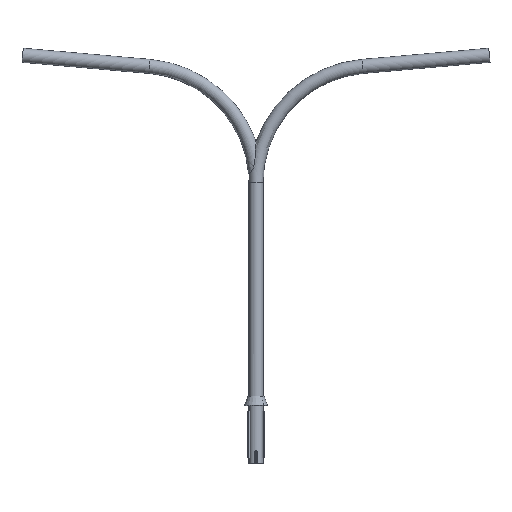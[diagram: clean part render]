
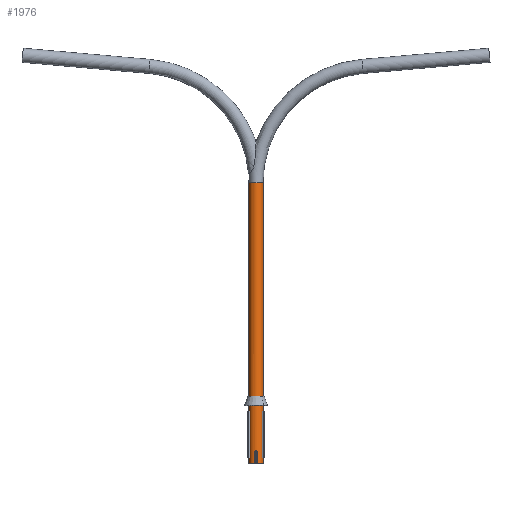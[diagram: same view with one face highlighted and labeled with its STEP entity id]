
A CAD part, front view. The second image highlights one B-rep face of the part: STEP entity #1976.
In plain terms, the highlighted cylindrical face has radius 30.15 mm (diameter 60.3 mm), a partial arc.
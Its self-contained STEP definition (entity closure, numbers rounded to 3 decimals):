
#31 = CIRCLE ( 'NONE', #1128, 30.15 ) ;
#42 = VERTEX_POINT ( 'NONE', #3713 ) ;
#61 = CARTESIAN_POINT ( 'NONE',  ( -30.15, 954.346, 0. ) ) ;
#149 = CARTESIAN_POINT ( 'NONE',  ( 6.022, 0., 29.542 ) ) ;
#153 = VERTEX_POINT ( 'NONE', #2331 ) ;
#181 = CARTESIAN_POINT ( 'NONE',  ( 4.539, -196.018, 29.807 ) ) ;
#203 = CARTESIAN_POINT ( 'NONE',  ( 5.821, -198.438, 29.583 ) ) ;
#222 = CARTESIAN_POINT ( 'NONE',  ( 3.689, -195.198, 29.925 ) ) ;
#245 = CARTESIAN_POINT ( 'NONE',  ( -1.56, -194.133, 30.112 ) ) ;
#476 = VERTEX_POINT ( 'NONE', #3380 ) ;
#505 = EDGE_CURVE ( 'NONE', #2047, #153, #2393, .T. ) ;
#537 = CARTESIAN_POINT ( 'NONE',  ( 1.003, -194.021, 30.134 ) ) ;
#559 = CARTESIAN_POINT ( 'NONE',  ( -5.827, -198.423, 29.582 ) ) ;
#562 = EDGE_CURVE ( 'NONE', #3971, #42, #31, .T. ) ;
#579 = CARTESIAN_POINT ( 'NONE',  ( 4.406, -195.87, 29.827 ) ) ;
#601 = CARTESIAN_POINT ( 'NONE',  ( 0.805, -193.99, 30.14 ) ) ;
#617 = DIRECTION ( 'NONE',  ( -1., 0., 0. ) ) ;
#725 = CARTESIAN_POINT ( 'NONE',  ( -30.15, 0., 0. ) ) ;
#774 = DIRECTION ( 'NONE',  ( 1., 0., 0. ) ) ;
#834 = EDGE_CURVE ( 'NONE', #3283, #42, #3230, .T. ) ;
#875 = CARTESIAN_POINT ( 'NONE',  ( -5.222, -196.963, 29.695 ) ) ;
#923 = CARTESIAN_POINT ( 'NONE',  ( 5.869, -198.629, 29.573 ) ) ;
#943 = CARTESIAN_POINT ( 'NONE',  ( -5.982, -199.199, 29.551 ) ) ;
#964 = CARTESIAN_POINT ( 'NONE',  ( 6.022, -200., 29.542 ) ) ;
#984 = DIRECTION ( 'NONE',  ( 0., 1., 0. ) ) ;
#1081 = DIRECTION ( 'NONE',  ( 0., -1., 0. ) ) ;
#1117 = VECTOR ( 'NONE', #4134, 1000. ) ;
#1128 = AXIS2_PLACEMENT_3D ( 'NONE', #3581, #3487, #774 ) ;
#1131 = ORIENTED_EDGE ( 'NONE', *, *, #505, .T. ) ;
#1225 = CARTESIAN_POINT ( 'NONE',  ( 1.96, -194.257, 30.088 ) ) ;
#1243 = EDGE_LOOP ( 'NONE', ( #1368, #1424, #3012, #4066, #2943, #1131, #2458, #4349 ) ) ;
#1311 = CARTESIAN_POINT ( 'NONE',  ( -2.667, -194.554, 30.034 ) ) ;
#1337 = AXIS2_PLACEMENT_3D ( 'NONE', #4155, #3087, #3463 ) ;
#1368 = ORIENTED_EDGE ( 'NONE', *, *, #562, .F. ) ;
#1369 = EDGE_CURVE ( 'NONE', #2047, #476, #3189, .T. ) ;
#1424 = ORIENTED_EDGE ( 'NONE', *, *, #2873, .T. ) ;
#1544 = DIRECTION ( 'NONE',  ( 0., -1., 0. ) ) ;
#1572 = VECTOR ( 'NONE', #2798, 1000. ) ;
#1574 = EDGE_CURVE ( 'NONE', #2539, #2250, #3265, .T. ) ;
#1575 = CARTESIAN_POINT ( 'NONE',  ( 3.99, -195.449, 29.886 ) ) ;
#1592 = CARTESIAN_POINT ( 'NONE',  ( 5.983, -199.207, 29.55 ) ) ;
#1677 = CARTESIAN_POINT ( 'NONE',  ( 30.15, 0., 0. ) ) ;
#1690 = CARTESIAN_POINT ( 'NONE',  ( 6.022, -200., 29.542 ) ) ;
#1823 = CARTESIAN_POINT ( 'NONE',  ( 30.15, -250., 0. ) ) ;
#1831 = B_SPLINE_CURVE_WITH_KNOTS ( 'NONE', 3,
 ( #2906, #4281, #943, #559, #3258, #4302, #875, #4368, #4387, #2632, #3955, #4019, #1311, #3653, #245, #4040, #2606, #2295, #3611, #601, #537, #2668, #1225, #4000, #4322, #222, #1575, #579, #181, #1929, #2929, #1969, #3698, #2588, #3280, #203, #923, #1592, #2253, #964 ),
 .UNSPECIFIED., .F., .F.,
 ( 4, 2, 2, 2, 2, 2, 2, 2, 2, 2, 2, 2, 2, 2, 2, 2, 2, 2, 2, 4 ),
 ( 0., 0.001, 0.002, 0.004, 0.005, 0.006, 0.007, 0.008, 0.01, 0.01, 0.011, 0.012, 0.013, 0.014, 0.015, 0.016, 0.017, 0.017, 0.018, 0.019 ),
 .UNSPECIFIED. ) ;
#1929 = CARTESIAN_POINT ( 'NONE',  ( 4.788, -196.325, 29.768 ) ) ;
#1969 = CARTESIAN_POINT ( 'NONE',  ( 5.229, -196.974, 29.694 ) ) ;
#1976 = ADVANCED_FACE ( 'NONE', ( #2663 ), #2328, .T. ) ;
#2047 = VERTEX_POINT ( 'NONE', #4013 ) ;
#2068 = CARTESIAN_POINT ( 'NONE',  ( -6.022, 0., 29.542 ) ) ;
#2250 = VERTEX_POINT ( 'NONE', #4286 ) ;
#2253 = CARTESIAN_POINT ( 'NONE',  ( 6.022, -199.6, 29.542 ) ) ;
#2295 = CARTESIAN_POINT ( 'NONE',  ( 0.211, -193.939, 30.15 ) ) ;
#2328 = CYLINDRICAL_SURFACE ( 'NONE', #3266, 30.15 ) ;
#2331 = CARTESIAN_POINT ( 'NONE',  ( -6.022, -200., 29.542 ) ) ;
#2393 = LINE ( 'NONE', #2068, #3335 ) ;
#2395 = DIRECTION ( 'NONE',  ( 1., 0., 0. ) ) ;
#2401 = AXIS2_PLACEMENT_3D ( 'NONE', #2826, #1081, #2395 ) ;
#2458 = ORIENTED_EDGE ( 'NONE', *, *, #2649, .T. ) ;
#2539 = VERTEX_POINT ( 'NONE', #61 ) ;
#2588 = CARTESIAN_POINT ( 'NONE',  ( 5.64, -197.871, 29.618 ) ) ;
#2606 = CARTESIAN_POINT ( 'NONE',  ( -0.382, -193.938, 30.15 ) ) ;
#2632 = CARTESIAN_POINT ( 'NONE',  ( -3.977, -195.438, 29.888 ) ) ;
#2649 = EDGE_CURVE ( 'NONE', #153, #3283, #1831, .T. ) ;
#2663 = FACE_OUTER_BOUND ( 'NONE', #1243, .T. ) ;
#2668 = CARTESIAN_POINT ( 'NONE',  ( 1.584, -194.14, 30.111 ) ) ;
#2692 = LINE ( 'NONE', #1677, #1117 ) ;
#2727 = LINE ( 'NONE', #725, #1572 ) ;
#2798 = DIRECTION ( 'NONE',  ( 0., 1., 0. ) ) ;
#2826 = CARTESIAN_POINT ( 'NONE',  ( 0., -250., 0. ) ) ;
#2873 = EDGE_CURVE ( 'NONE', #3971, #2250, #2692, .T. ) ;
#2906 = CARTESIAN_POINT ( 'NONE',  ( -6.022, -200., 29.542 ) ) ;
#2929 = CARTESIAN_POINT ( 'NONE',  ( 4.904, -196.484, 29.749 ) ) ;
#2943 = ORIENTED_EDGE ( 'NONE', *, *, #1369, .F. ) ;
#3012 = ORIENTED_EDGE ( 'NONE', *, *, #1574, .F. ) ;
#3087 = DIRECTION ( 'NONE',  ( 0., 1., 0. ) ) ;
#3189 = CIRCLE ( 'NONE', #2401, 30.15 ) ;
#3230 = LINE ( 'NONE', #149, #3693 ) ;
#3258 = CARTESIAN_POINT ( 'NONE',  ( -5.713, -198.047, 29.604 ) ) ;
#3265 = CIRCLE ( 'NONE', #1337, 30.15 ) ;
#3266 = AXIS2_PLACEMENT_3D ( 'NONE', #3312, #984, #617 ) ;
#3280 = CARTESIAN_POINT ( 'NONE',  ( 5.707, -198.059, 29.605 ) ) ;
#3283 = VERTEX_POINT ( 'NONE', #1690 ) ;
#3312 = CARTESIAN_POINT ( 'NONE',  ( 0., 0., 0. ) ) ;
#3335 = VECTOR ( 'NONE', #3731, 1000. ) ;
#3380 = CARTESIAN_POINT ( 'NONE',  ( -30.15, -250., 0. ) ) ;
#3463 = DIRECTION ( 'NONE',  ( -1., 0., 0. ) ) ;
#3487 = DIRECTION ( 'NONE',  ( 0., -1., 0. ) ) ;
#3550 = EDGE_CURVE ( 'NONE', #476, #2539, #2727, .T. ) ;
#3581 = CARTESIAN_POINT ( 'NONE',  ( 0., -250., 0. ) ) ;
#3611 = CARTESIAN_POINT ( 'NONE',  ( 0.408, -193.95, 30.148 ) ) ;
#3653 = CARTESIAN_POINT ( 'NONE',  ( -1.938, -194.249, 30.09 ) ) ;
#3693 = VECTOR ( 'NONE', #1544, 1000. ) ;
#3698 = CARTESIAN_POINT ( 'NONE',  ( 5.413, -197.32, 29.66 ) ) ;
#3713 = CARTESIAN_POINT ( 'NONE',  ( 6.022, -250., 29.542 ) ) ;
#3731 = DIRECTION ( 'NONE',  ( 0., 1., 0. ) ) ;
#3955 = CARTESIAN_POINT ( 'NONE',  ( -3.673, -195.186, 29.927 ) ) ;
#3971 = VERTEX_POINT ( 'NONE', #1823 ) ;
#4000 = CARTESIAN_POINT ( 'NONE',  ( 2.687, -194.564, 30.032 ) ) ;
#4013 = CARTESIAN_POINT ( 'NONE',  ( -6.022, -250., 29.542 ) ) ;
#4019 = CARTESIAN_POINT ( 'NONE',  ( -3.02, -194.745, 30. ) ) ;
#4040 = CARTESIAN_POINT ( 'NONE',  ( -0.777, -193.976, 30.143 ) ) ;
#4066 = ORIENTED_EDGE ( 'NONE', *, *, #3550, .F. ) ;
#4134 = DIRECTION ( 'NONE',  ( 0., 1., 0. ) ) ;
#4155 = CARTESIAN_POINT ( 'NONE',  ( 0., 954.346, 0. ) ) ;
#4281 = CARTESIAN_POINT ( 'NONE',  ( -6.022, -199.6, 29.542 ) ) ;
#4286 = CARTESIAN_POINT ( 'NONE',  ( 30.15, 954.346, 0. ) ) ;
#4302 = CARTESIAN_POINT ( 'NONE',  ( -5.411, -197.317, 29.661 ) ) ;
#4322 = CARTESIAN_POINT ( 'NONE',  ( 3.039, -194.757, 29.998 ) ) ;
#4349 = ORIENTED_EDGE ( 'NONE', *, *, #834, .T. ) ;
#4368 = CARTESIAN_POINT ( 'NONE',  ( -4.786, -196.307, 29.768 ) ) ;
#4387 = CARTESIAN_POINT ( 'NONE',  ( -4.538, -196.002, 29.808 ) ) ;
